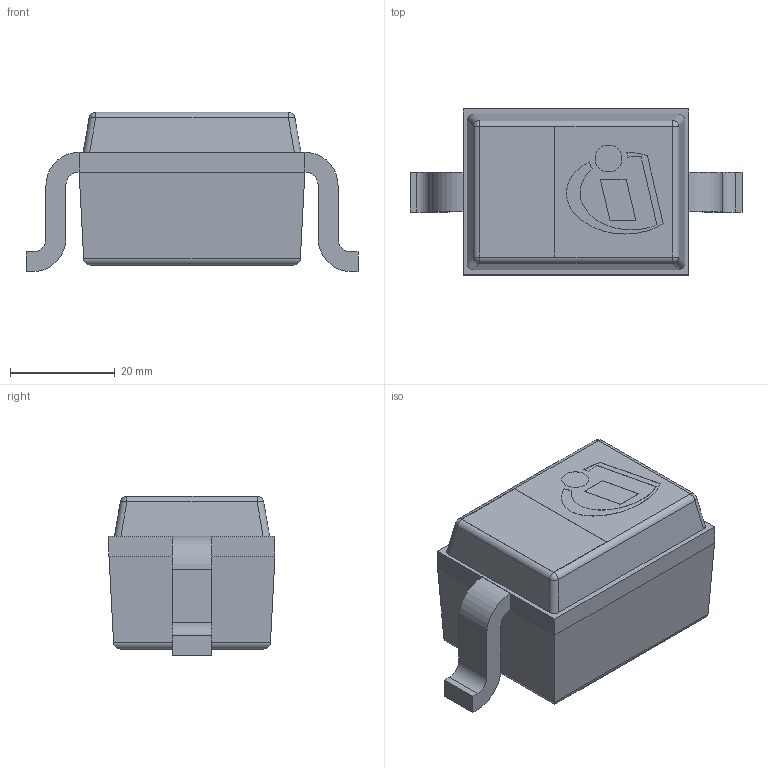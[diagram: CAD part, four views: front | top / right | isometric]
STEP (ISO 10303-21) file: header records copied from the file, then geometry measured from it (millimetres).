
FILE_DESCRIPTION(/* description */ (''),/* implementation_level */ '2;1');
FILE_NAME(/* name */ 'PG-SOD323-2-1_Z8B00002466_V06_3D.stp',/* time_stamp */ '2023-10-05T15:24:48+06:00',/* author */ ('Subramani'),/* organization */ (''),/* preprocessor_version */ 'ST-DEVELOPER v16.13',/* originating_system */ 'AutoCAD Mechanical',/* authorisation */ '');
FILE_SCHEMA (('AUTOMOTIVE_DESIGN { 1 0 10303 214 3 1 1 }'));
Length unit declared in the file: inch
Products named in the file (1): Product
Bounding box: 63.5 x 31.75 x 30.51 mm (x, y, z)
Volume: 39240.5 mm3; surface area: 14609.6 mm2
Topology: 10 solids, 10 shells, 112 faces, 260 edges, 168 vertices
Faces by surface type: plane 61, cylinder 47, sphere 4
Full cylindrical faces by diameter (mm): 5.143 x1
Entity records: 3222 total; most frequent: DIRECTION 575, CARTESIAN_POINT 540, ORIENTED_EDGE 518, EDGE_CURVE 259, AXIS2_PLACEMENT_3D 203, LINE 169, VECTOR 169, VERTEX_POINT 168
